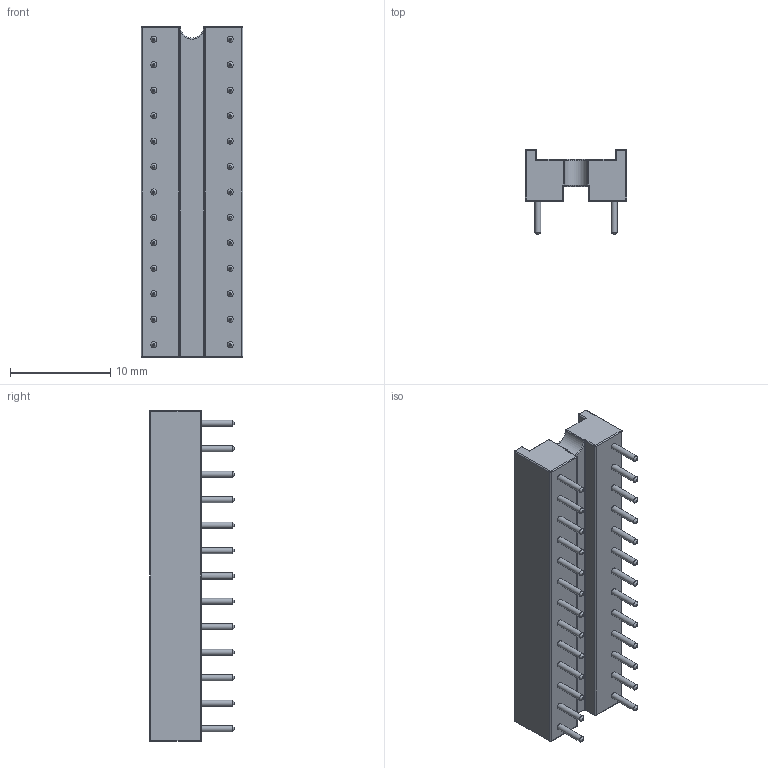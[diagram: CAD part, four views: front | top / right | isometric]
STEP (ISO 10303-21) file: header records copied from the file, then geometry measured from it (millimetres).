
FILE_DESCRIPTION(/* description */ (''),/* implementation_level */ '2;1');
FILE_NAME(/* name */ 'IC_Sockel_26P.stp',/* time_stamp */ '2017-10-27T00:23:53+02:00',/* author */ ('Alex'),/* organization */ (''),/* preprocessor_version */ 'ST-DEVELOPER v16.5',/* originating_system */ 'Autodesk Inventor 2017',/* authorisation */ '');
FILE_SCHEMA (('AUTOMOTIVE_DESIGN { 1 0 10303 214 3 1 1 }'));
Length unit declared in the file: millimetre
Products named in the file (1): IC_Sockel_26P
Bounding box: 10.16 x 8.46 x 33.02 mm (x, y, z)
Volume: 1261.4 mm3; surface area: 1674.8 mm2
Topology: 1 solids, 1 shells, 398 faces, 1010 edges, 638 vertices
Faces by surface type: plane 223, cylinder 117, cone 26, sphere 20, bspline 8, torus 4
Full cylindrical faces by diameter (mm): 0.6 x26
Entity records: 11997 total; most frequent: CARTESIAN_POINT 2181, DIRECTION 2000, ORIENTED_EDGE 1912, EDGE_CURVE 956, LINE 674, VECTOR 674, AXIS2_PLACEMENT_3D 663, VERTEX_POINT 638
